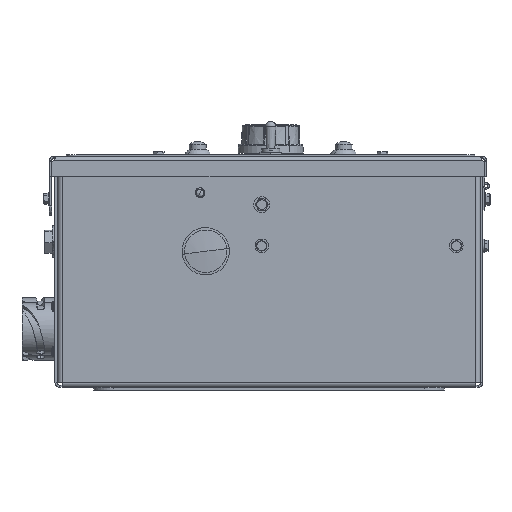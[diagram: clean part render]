
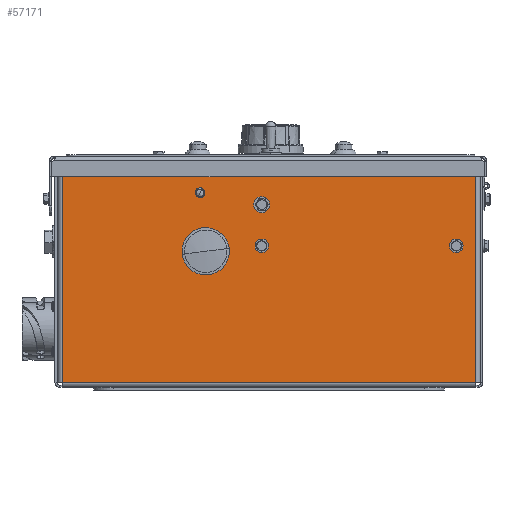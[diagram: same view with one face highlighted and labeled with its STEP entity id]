
A CAD part, front view. The second image highlights one B-rep face of the part: STEP entity #57171.
In plain terms, the highlighted planar face has unit normal (0, -1, 0).
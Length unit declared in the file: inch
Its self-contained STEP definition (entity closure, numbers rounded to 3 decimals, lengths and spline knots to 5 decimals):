
#123 = DIRECTION ( 'NONE',  ( 0., 1., 0. ) ) ;
#408 = VERTEX_POINT ( 'NONE', #1343 ) ;
#1117 = VERTEX_POINT ( 'NONE', #86899 ) ;
#1143 = VERTEX_POINT ( 'NONE', #93107 ) ;
#1343 = CARTESIAN_POINT ( 'NONE',  ( -1.625, -5., 3.9867 ) ) ;
#1493 = CIRCLE ( 'NONE', #56609, 0.5465 ) ;
#2091 = AXIS2_PLACEMENT_3D ( 'NONE', #81117, #36089, #88676 ) ;
#2579 = CARTESIAN_POINT ( 'NONE',  ( -5.3154, -5., 0.06 ) ) ;
#4045 = CARTESIAN_POINT ( 'NONE',  ( -0.1848, -5., 4.6379 ) ) ;
#5179 = DIRECTION ( 'NONE',  ( 0., 0., 1. ) ) ;
#5296 = DIRECTION ( 'NONE',  ( 0., 1., 0. ) ) ;
#5311 = CARTESIAN_POINT ( 'NONE',  ( -1.773, -5., 4.94445 ) ) ;
#5723 = DIRECTION ( 'NONE',  ( 0., 0., 1. ) ) ;
#6082 = DIRECTION ( 'NONE',  ( 0., 0., -1. ) ) ;
#6272 = FACE_OUTER_BOUND ( 'NONE', #45387, .T. ) ;
#7550 = DIRECTION ( 'NONE',  ( 0., -1., 0. ) ) ;
#7963 = CARTESIAN_POINT ( 'NONE',  ( 5.3154, -5., 0.06 ) ) ;
#8607 = FACE_BOUND ( 'NONE', #21433, .T. ) ;
#8618 = VERTEX_POINT ( 'NONE', #58127 ) ;
#8950 = VERTEX_POINT ( 'NONE', #29508 ) ;
#9672 = CIRCLE ( 'NONE', #83138, 0.0935 ) ;
#10335 = VECTOR ( 'NONE', #27750, 39.37008 ) ;
#11391 = CIRCLE ( 'NONE', #52735, 0.109 ) ;
#11596 = DIRECTION ( 'NONE',  ( 0., 0., -1. ) ) ;
#12282 = DIRECTION ( 'NONE',  ( 0., -1., 0. ) ) ;
#13248 = LINE ( 'NONE', #7963, #70817 ) ;
#13888 = DIRECTION ( 'NONE',  ( 0., -1., 0. ) ) ;
#15036 = AXIS2_PLACEMENT_3D ( 'NONE', #45145, #123, #52642 ) ;
#15248 = EDGE_CURVE ( 'NONE', #1117, #36054, #91581, .T. ) ;
#16858 = VERTEX_POINT ( 'NONE', #34677 ) ;
#18454 = LINE ( 'NONE', #56834, #95956 ) ;
#21433 = EDGE_LOOP ( 'NONE', ( #71759, #71941 ) ) ;
#21524 = CIRCLE ( 'NONE', #55096, 0.0935 ) ;
#21558 = AXIS2_PLACEMENT_3D ( 'NONE', #4045, #56491, #11596 ) ;
#24448 = CIRCLE ( 'NONE', #28538, 0.0935 ) ;
#25350 = EDGE_CURVE ( 'NONE', #81522, #61924, #30833, .T. ) ;
#26263 = FACE_BOUND ( 'NONE', #80922, .T. ) ;
#27553 = EDGE_LOOP ( 'NONE', ( #80116, #82692 ) ) ;
#27750 = DIRECTION ( 'NONE',  ( 0., 0., -1. ) ) ;
#28431 = AXIS2_PLACEMENT_3D ( 'NONE', #77723, #77706, #77597 ) ;
#28538 = AXIS2_PLACEMENT_3D ( 'NONE', #96014, #50974, #6082 ) ;
#29381 = CIRCLE ( 'NONE', #2091, 0.5465 ) ;
#29508 = CARTESIAN_POINT ( 'NONE',  ( 4.8152, -5., 3.6739 ) ) ;
#29644 = VERTEX_POINT ( 'NONE', #93019 ) ;
#30021 = EDGE_LOOP ( 'NONE', ( #83813, #86332 ) ) ;
#30327 = LINE ( 'NONE', #35002, #10335 ) ;
#30385 = EDGE_CURVE ( 'NONE', #67208, #1143, #57459, .T. ) ;
#30833 = CIRCLE ( 'NONE', #60005, 0.0935 ) ;
#34677 = CARTESIAN_POINT ( 'NONE',  ( -5.3154, -5., 5.6954 ) ) ;
#35002 = CARTESIAN_POINT ( 'NONE',  ( -5.3154, -5., 5.6954 ) ) ;
#35291 = CARTESIAN_POINT ( 'NONE',  ( 4.8152, -5., 3.5804 ) ) ;
#35976 = EDGE_CURVE ( 'NONE', #1117, #63318, #13248, .T. ) ;
#36054 = VERTEX_POINT ( 'NONE', #2579 ) ;
#36089 = DIRECTION ( 'NONE',  ( 0., -1., 0. ) ) ;
#38358 = CARTESIAN_POINT ( 'NONE',  ( -1.773, -5., 4.94445 ) ) ;
#40978 = EDGE_CURVE ( 'NONE', #61924, #81522, #9672, .T. ) ;
#40997 = CIRCLE ( 'NONE', #73886, 0.0935 ) ;
#42768 = DIRECTION ( 'NONE',  ( 0., 0., -1. ) ) ;
#43586 = EDGE_CURVE ( 'NONE', #8950, #29644, #21524, .T. ) ;
#44855 = VERTEX_POINT ( 'NONE', #47344 ) ;
#45145 = CARTESIAN_POINT ( 'NONE',  ( 0., -5., 0. ) ) ;
#45387 = EDGE_LOOP ( 'NONE', ( #90592, #93000, #96441, #96537 ) ) ;
#45853 = DIRECTION ( 'NONE',  ( 0., 0., 1. ) ) ;
#46184 = FACE_BOUND ( 'NONE', #81993, .T. ) ;
#46767 = EDGE_CURVE ( 'NONE', #8618, #54825, #89680, .T. ) ;
#47344 = CARTESIAN_POINT ( 'NONE',  ( -1.625, -5., 2.8937 ) ) ;
#48624 = EDGE_CURVE ( 'NONE', #29644, #8950, #40997, .T. ) ;
#50974 = DIRECTION ( 'NONE',  ( 0., -1., 0. ) ) ;
#51097 = CARTESIAN_POINT ( 'NONE',  ( 5.3154, -5., 5.6954 ) ) ;
#52129 = CARTESIAN_POINT ( 'NONE',  ( -0.1848, -5., 4.5289 ) ) ;
#52463 = CARTESIAN_POINT ( 'NONE',  ( 4.8152, -5., 3.5804 ) ) ;
#52642 = DIRECTION ( 'NONE',  ( 0., 0., -1. ) ) ;
#52735 = AXIS2_PLACEMENT_3D ( 'NONE', #58806, #13888, #66368 ) ;
#53591 = EDGE_CURVE ( 'NONE', #408, #44855, #29381, .T. ) ;
#54825 = VERTEX_POINT ( 'NONE', #52129 ) ;
#55096 = AXIS2_PLACEMENT_3D ( 'NONE', #52463, #7550, #60070 ) ;
#56491 = DIRECTION ( 'NONE',  ( 0., -1., 0. ) ) ;
#56609 = AXIS2_PLACEMENT_3D ( 'NONE', #57164, #12282, #64767 ) ;
#56834 = CARTESIAN_POINT ( 'NONE',  ( 5.4352, -5., 5.6954 ) ) ;
#57164 = CARTESIAN_POINT ( 'NONE',  ( -1.625, -5., 3.4402 ) ) ;
#57171 = ADVANCED_FACE ( 'NONE', ( #8607, #46184, #86225, #66152, #26263, #6272 ), #66841, .F. ) ;
#57459 = CIRCLE ( 'NONE', #28431, 0.0935 ) ;
#58127 = CARTESIAN_POINT ( 'NONE',  ( -0.1848, -5., 4.7469 ) ) ;
#58806 = CARTESIAN_POINT ( 'NONE',  ( -0.1848, -5., 4.6379 ) ) ;
#60005 = AXIS2_PLACEMENT_3D ( 'NONE', #5311, #5296, #5179 ) ;
#60070 = DIRECTION ( 'NONE',  ( 0., 0., -1. ) ) ;
#61769 = CARTESIAN_POINT ( 'NONE',  ( -1.773, -5., 5.03795 ) ) ;
#61924 = VERTEX_POINT ( 'NONE', #87386 ) ;
#62598 = CARTESIAN_POINT ( 'NONE',  ( -0.1848, -5., 3.6739 ) ) ;
#63318 = VERTEX_POINT ( 'NONE', #51097 ) ;
#64767 = DIRECTION ( 'NONE',  ( 0., 0., -1. ) ) ;
#66152 = FACE_BOUND ( 'NONE', #30021, .T. ) ;
#66368 = DIRECTION ( 'NONE',  ( 0., 0., -1. ) ) ;
#66841 = PLANE ( 'NONE',  #15036 ) ;
#67208 = VERTEX_POINT ( 'NONE', #62598 ) ;
#70817 = VECTOR ( 'NONE', #5723, 39.37008 ) ;
#71759 = ORIENTED_EDGE ( 'NONE', *, *, #92121, .F. ) ;
#71941 = ORIENTED_EDGE ( 'NONE', *, *, #46767, .F. ) ;
#72359 = DIRECTION ( 'NONE',  ( 1., 0., 0. ) ) ;
#73886 = AXIS2_PLACEMENT_3D ( 'NONE', #35291, #87846, #42768 ) ;
#75551 = ORIENTED_EDGE ( 'NONE', *, *, #93957, .F. ) ;
#76689 = ORIENTED_EDGE ( 'NONE', *, *, #53591, .F. ) ;
#77597 = DIRECTION ( 'NONE',  ( 0., 0., -1. ) ) ;
#77706 = DIRECTION ( 'NONE',  ( 0., -1., 0. ) ) ;
#77723 = CARTESIAN_POINT ( 'NONE',  ( -0.1848, -5., 3.5804 ) ) ;
#78111 = EDGE_CURVE ( 'NONE', #16858, #63318, #18454, .T. ) ;
#80116 = ORIENTED_EDGE ( 'NONE', *, *, #48624, .F. ) ;
#80783 = EDGE_CURVE ( 'NONE', #1143, #67208, #24448, .T. ) ;
#80922 = EDGE_LOOP ( 'NONE', ( #88718, #89558 ) ) ;
#81117 = CARTESIAN_POINT ( 'NONE',  ( -1.625, -5., 3.4402 ) ) ;
#81522 = VERTEX_POINT ( 'NONE', #61769 ) ;
#81993 = EDGE_LOOP ( 'NONE', ( #75551, #76689 ) ) ;
#82692 = ORIENTED_EDGE ( 'NONE', *, *, #43586, .F. ) ;
#83138 = AXIS2_PLACEMENT_3D ( 'NONE', #38358, #90929, #45853 ) ;
#83529 = CARTESIAN_POINT ( 'NONE',  ( -5.4352, -5., 0.06 ) ) ;
#83646 = DIRECTION ( 'NONE',  ( -1., 0., 0. ) ) ;
#83813 = ORIENTED_EDGE ( 'NONE', *, *, #80783, .F. ) ;
#86225 = FACE_BOUND ( 'NONE', #27553, .T. ) ;
#86332 = ORIENTED_EDGE ( 'NONE', *, *, #30385, .F. ) ;
#86899 = CARTESIAN_POINT ( 'NONE',  ( 5.3154, -5., 0.06 ) ) ;
#87386 = CARTESIAN_POINT ( 'NONE',  ( -1.773, -5., 4.85095 ) ) ;
#87846 = DIRECTION ( 'NONE',  ( 0., -1., 0. ) ) ;
#88676 = DIRECTION ( 'NONE',  ( 0., 0., -1. ) ) ;
#88718 = ORIENTED_EDGE ( 'NONE', *, *, #25350, .T. ) ;
#89558 = ORIENTED_EDGE ( 'NONE', *, *, #40978, .T. ) ;
#89680 = CIRCLE ( 'NONE', #21558, 0.109 ) ;
#90592 = ORIENTED_EDGE ( 'NONE', *, *, #97101, .T. ) ;
#90929 = DIRECTION ( 'NONE',  ( 0., 1., 0. ) ) ;
#91051 = VECTOR ( 'NONE', #83646, 39.37008 ) ;
#91581 = LINE ( 'NONE', #83529, #91051 ) ;
#92121 = EDGE_CURVE ( 'NONE', #54825, #8618, #11391, .T. ) ;
#93000 = ORIENTED_EDGE ( 'NONE', *, *, #15248, .F. ) ;
#93019 = CARTESIAN_POINT ( 'NONE',  ( 4.8152, -5., 3.4869 ) ) ;
#93107 = CARTESIAN_POINT ( 'NONE',  ( -0.1848, -5., 3.4869 ) ) ;
#93957 = EDGE_CURVE ( 'NONE', #44855, #408, #1493, .T. ) ;
#95956 = VECTOR ( 'NONE', #72359, 39.37008 ) ;
#96014 = CARTESIAN_POINT ( 'NONE',  ( -0.1848, -5., 3.5804 ) ) ;
#96441 = ORIENTED_EDGE ( 'NONE', *, *, #35976, .T. ) ;
#96537 = ORIENTED_EDGE ( 'NONE', *, *, #78111, .F. ) ;
#97101 = EDGE_CURVE ( 'NONE', #16858, #36054, #30327, .T. ) ;
